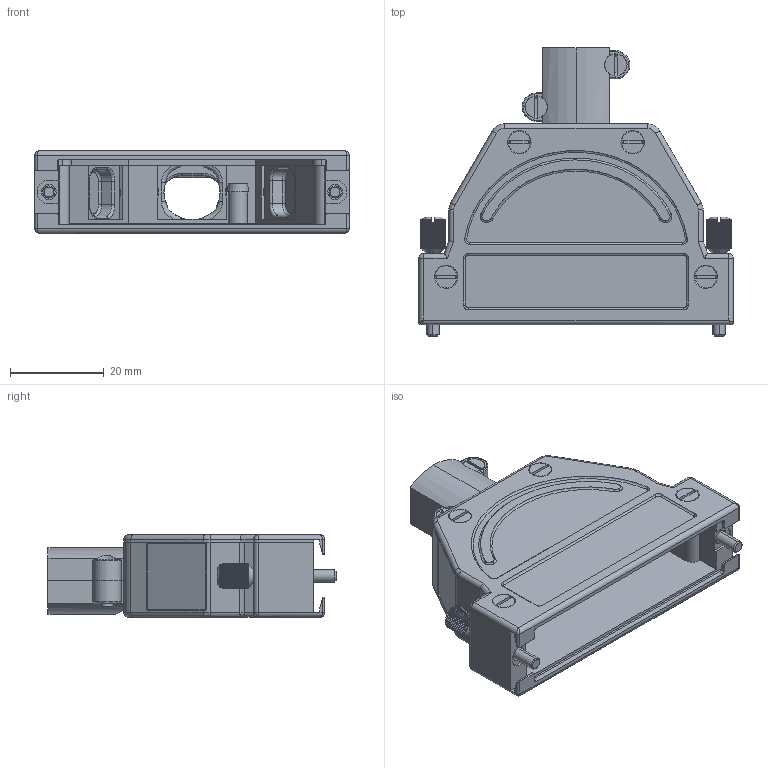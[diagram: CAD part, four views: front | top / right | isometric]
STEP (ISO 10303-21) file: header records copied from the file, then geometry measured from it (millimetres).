
FILE_DESCRIPTION (( 'STEP AP214' ), '1' );
FILE_NAME ('211-HSG-D50-SR.STEP', '2014-09-05T06:17:56', ( '' ), ( '' ), 'SwSTEP 2.0', 'SolidWorks 2014', '' );
FILE_SCHEMA (( 'AUTOMOTIVE_DESIGN' ));
Length unit declared in the file: millimetre
Products named in the file (11): 211-SR50-XL-NI; Senkschraube ISO 2009_ISO 2009 - M2.5 x 10 --- 10N; 9211-SR50-2_9211-SR50-1-NI; 9211-SR50-1_9211-SR50-1-NI; Senkschraube ISO 2009_ISO 2009 - M2.5 x 6 --- 6N; Zylinderschraube ISO 1207_ISO 1207 - M2.5 x 4 --- 4N; 9211-HSG-SCREW_vernickelt; 9211-HSG-D50-SR-3_9211-HSG-D50-SR-3-NI; 9211-HSG-D50-SR-2_9211-HSG-D50-SR-2-NI; 9211-HSG-D50-SR-1_9211-HSG-D50-SR-1-NI; 211-HSG-D50-SR
Assembly tree (16 placements, depth 3):
  211-HSG-D50-SR
    9211-HSG-D50-SR-1_9211-HSG-D50-SR-1-NI
    9211-HSG-D50-SR-2_9211-HSG-D50-SR-2-NI
    9211-HSG-D50-SR-3_9211-HSG-D50-SR-3-NI  x2
    9211-HSG-SCREW_vernickelt  x2
    Zylinderschraube ISO 1207_ISO 1207 - M2.5 x 4 --- 4N
    Senkschraube ISO 2009_ISO 2009 - M2.5 x 6 --- 6N  x4
    211-SR50-XL-NI
      9211-SR50-1_9211-SR50-1-NI
      9211-SR50-2_9211-SR50-1-NI
      Senkschraube ISO 2009_ISO 2009 - M2.5 x 10 --- 10N  x2
Bounding box: 67.1 x 61.5 x 17.6 mm (x, y, z)
Volume: 15599.7 mm3; surface area: 20587.9 mm2
Topology: 15 solids, 15 shells, 1074 faces, 2858 edges, 1828 vertices
Faces by surface type: plane 573, cylinder 320, bspline 75, torus 54, cone 52
Entity records: 30689 total; most frequent: CARTESIAN_POINT 8939, ORIENTED_EDGE 4256, DIRECTION 3921, EDGE_CURVE 2128, VERTEX_POINT 1362, VECTOR 1335, LINE 1335, AXIS2_PLACEMENT_3D 1293
